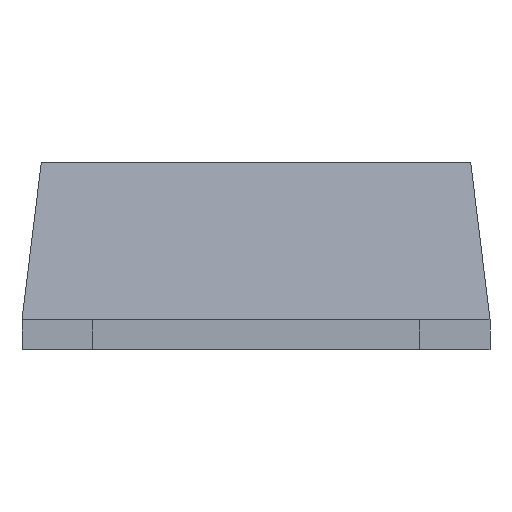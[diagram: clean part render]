
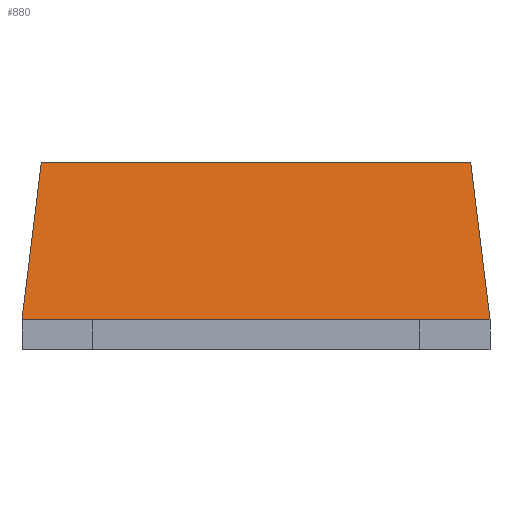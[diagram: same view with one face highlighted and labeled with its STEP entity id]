
A CAD part, left-side view. The second image highlights one B-rep face of the part: STEP entity #880.
In plain terms, the highlighted planar face has unit normal (-0.993, 0, 0.122).
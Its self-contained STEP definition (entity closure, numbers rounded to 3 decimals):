
#20 = DIRECTION ( 'NONE',  ( 0., -1., 0. ) ) ;
#55 = ORIENTED_EDGE ( 'NONE', *, *, #158, .T. ) ;
#64 = LINE ( 'NONE', #664, #396 ) ;
#153 = VECTOR ( 'NONE', #465, 1000. ) ;
#158 = EDGE_CURVE ( 'NONE', #866, #191, #722, .T. ) ;
#175 = CARTESIAN_POINT ( 'NONE',  ( -1.9, 1.25, 0.16 ) ) ;
#191 = VERTEX_POINT ( 'NONE', #914 ) ;
#201 = ORIENTED_EDGE ( 'NONE', *, *, #446, .T. ) ;
#205 = VERTEX_POINT ( 'NONE', #392 ) ;
#220 = EDGE_CURVE ( 'NONE', #205, #452, #699, .T. ) ;
#241 = EDGE_CURVE ( 'NONE', #191, #542, #243, .T. ) ;
#243 = LINE ( 'NONE', #487, #783 ) ;
#266 = EDGE_CURVE ( 'NONE', #866, #205, #64, .T. ) ;
#275 = LINE ( 'NONE', #175, #153 ) ;
#289 = ORIENTED_EDGE ( 'NONE', *, *, #241, .T. ) ;
#313 = DIRECTION ( 'NONE',  ( -0.121, 0.121, -0.985 ) ) ;
#316 = EDGE_CURVE ( 'NONE', #542, #464, #924, .T. ) ;
#319 = VECTOR ( 'NONE', #313, 1000. ) ;
#341 = CARTESIAN_POINT ( 'NONE',  ( -1.9, 0.875, 0.16 ) ) ;
#343 = DIRECTION ( 'NONE',  ( -0.121, -0.121, -0.985 ) ) ;
#344 = ORIENTED_EDGE ( 'NONE', *, *, #316, .T. ) ;
#348 = AXIS2_PLACEMENT_3D ( 'NONE', #853, #860, #424 ) ;
#355 = PLANE ( 'NONE',  #348 ) ;
#392 = CARTESIAN_POINT ( 'NONE',  ( -1.797, -1.147, 1. ) ) ;
#396 = VECTOR ( 'NONE', #20, 1000. ) ;
#424 = DIRECTION ( 'NONE',  ( 0.122, 0., 0.993 ) ) ;
#428 = EDGE_LOOP ( 'NONE', ( #289, #344, #201, #756, #563, #55 ) ) ;
#429 = DIRECTION ( 'NONE',  ( 0., -1., 0. ) ) ;
#446 = EDGE_CURVE ( 'NONE', #464, #452, #275, .T. ) ;
#452 = VERTEX_POINT ( 'NONE', #748 ) ;
#464 = VERTEX_POINT ( 'NONE', #601 ) ;
#465 = DIRECTION ( 'NONE',  ( 0., -1., 0. ) ) ;
#473 = VECTOR ( 'NONE', #531, 1000. ) ;
#487 = CARTESIAN_POINT ( 'NONE',  ( -1.9, 1.25, 0.16 ) ) ;
#513 = VECTOR ( 'NONE', #343, 1000. ) ;
#514 = CARTESIAN_POINT ( 'NONE',  ( -1.9, 1.25, 0.16 ) ) ;
#531 = DIRECTION ( 'NONE',  ( 0., -1., 0. ) ) ;
#542 = VERTEX_POINT ( 'NONE', #341 ) ;
#563 = ORIENTED_EDGE ( 'NONE', *, *, #266, .F. ) ;
#601 = CARTESIAN_POINT ( 'NONE',  ( -1.9, -0.875, 0.16 ) ) ;
#664 = CARTESIAN_POINT ( 'NONE',  ( -1.797, 1.25, 1. ) ) ;
#677 = CARTESIAN_POINT ( 'NONE',  ( -1.9, 1.25, 0.16 ) ) ;
#699 = LINE ( 'NONE', #908, #513 ) ;
#722 = LINE ( 'NONE', #514, #319 ) ;
#732 = FACE_OUTER_BOUND ( 'NONE', #428, .T. ) ;
#748 = CARTESIAN_POINT ( 'NONE',  ( -1.9, -1.25, 0.16 ) ) ;
#756 = ORIENTED_EDGE ( 'NONE', *, *, #220, .F. ) ;
#783 = VECTOR ( 'NONE', #429, 1000. ) ;
#853 = CARTESIAN_POINT ( 'NONE',  ( -1.9, 1.25, 0.16 ) ) ;
#857 = CARTESIAN_POINT ( 'NONE',  ( -1.797, 1.147, 1. ) ) ;
#860 = DIRECTION ( 'NONE',  ( -0.993, 0., 0.122 ) ) ;
#866 = VERTEX_POINT ( 'NONE', #857 ) ;
#880 = ADVANCED_FACE ( 'NONE', ( #732 ), #355, .T. ) ;
#908 = CARTESIAN_POINT ( 'NONE',  ( -1.9, -1.25, 0.16 ) ) ;
#914 = CARTESIAN_POINT ( 'NONE',  ( -1.9, 1.25, 0.16 ) ) ;
#924 = LINE ( 'NONE', #677, #473 ) ;
